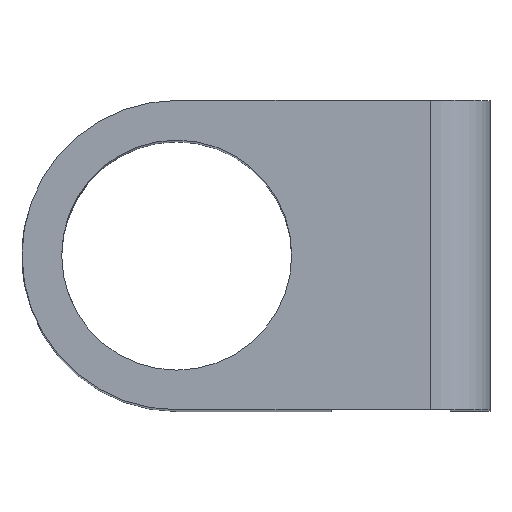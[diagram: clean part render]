
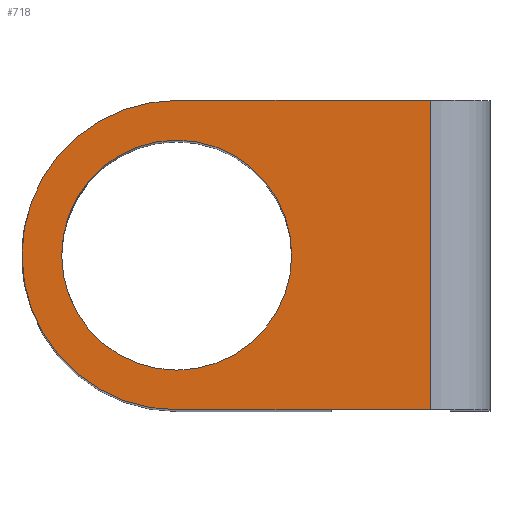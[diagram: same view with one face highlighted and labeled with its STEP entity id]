
A CAD part, top view. The second image highlights one B-rep face of the part: STEP entity #718.
In plain terms, the highlighted planar face has unit normal (0, 0, 1).
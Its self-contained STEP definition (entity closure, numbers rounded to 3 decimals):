
#86=FACE_BOUND('',#169,.T.);
#95=PLANE('',#776);
#126=FACE_OUTER_BOUND('',#168,.T.);
#168=EDGE_LOOP('',(#642,#643,#644,#645));
#169=EDGE_LOOP('',(#646));
#215=LINE('',#2255,#263);
#216=LINE('',#2257,#264);
#217=LINE('',#2258,#265);
#263=VECTOR('',#889,10.);
#264=VECTOR('',#892,10.);
#265=VECTOR('',#893,10.);
#290=CIRCLE('',#758,14.5);
#295=CIRCLE('',#767,19.5);
#330=VERTEX_POINT('',#1271);
#350=VERTEX_POINT('',#1947);
#351=VERTEX_POINT('',#1949);
#361=VERTEX_POINT('',#2251);
#362=VERTEX_POINT('',#2253);
#411=EDGE_CURVE('',#330,#330,#290,.T.);
#442=EDGE_CURVE('',#350,#351,#295,.T.);
#461=EDGE_CURVE('',#362,#361,#215,.T.);
#462=EDGE_CURVE('',#351,#362,#216,.T.);
#463=EDGE_CURVE('',#361,#350,#217,.T.);
#642=ORIENTED_EDGE('',*,*,#461,.F.);
#643=ORIENTED_EDGE('',*,*,#462,.F.);
#644=ORIENTED_EDGE('',*,*,#442,.F.);
#645=ORIENTED_EDGE('',*,*,#463,.F.);
#646=ORIENTED_EDGE('',*,*,#411,.T.);
#718=ADVANCED_FACE('',(#126,#86),#95,.T.);
#758=AXIS2_PLACEMENT_3D('',#1273,#839,#840);
#767=AXIS2_PLACEMENT_3D('',#1950,#864,#865);
#776=AXIS2_PLACEMENT_3D('',#2256,#890,#891);
#839=DIRECTION('center_axis',(0.,0.,-1.));
#840=DIRECTION('ref_axis',(1.,0.,0.));
#864=DIRECTION('center_axis',(0.,0.,-1.));
#865=DIRECTION('ref_axis',(-0.707,0.707,0.));
#889=DIRECTION('',(0.,-1.,0.));
#890=DIRECTION('center_axis',(0.,0.,1.));
#891=DIRECTION('ref_axis',(1.,0.,0.));
#892=DIRECTION('',(1.,0.,0.));
#893=DIRECTION('',(-1.,0.,0.));
#1271=CARTESIAN_POINT('',(-14.5,0.,0.));
#1273=CARTESIAN_POINT('Origin',(0.,0.,0.));
#1947=CARTESIAN_POINT('',(0.,-19.5,0.));
#1949=CARTESIAN_POINT('',(0.,19.5,0.));
#1950=CARTESIAN_POINT('Origin',(0.,0.,0.));
#2251=CARTESIAN_POINT('',(32.,-19.5,0.));
#2253=CARTESIAN_POINT('',(32.,19.5,0.));
#2255=CARTESIAN_POINT('',(32.,9.75,0.));
#2256=CARTESIAN_POINT('Origin',(10.,0.,0.));
#2257=CARTESIAN_POINT('',(-19.5,19.5,0.));
#2258=CARTESIAN_POINT('',(39.5,-19.5,0.));
